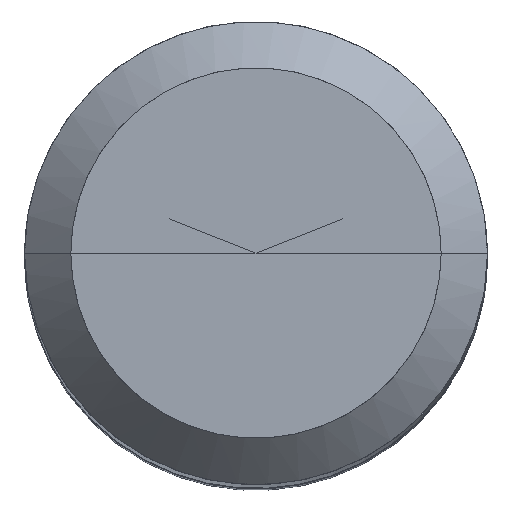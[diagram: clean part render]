
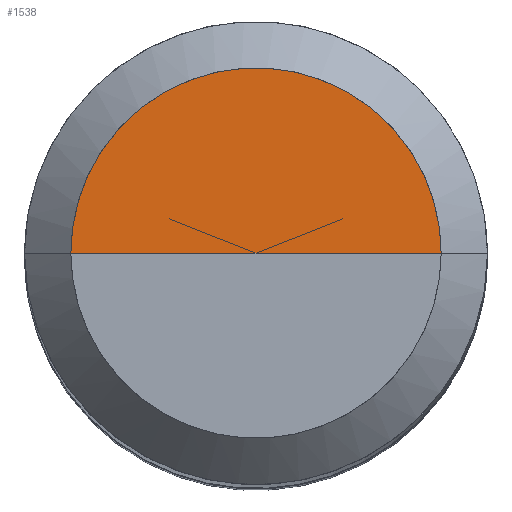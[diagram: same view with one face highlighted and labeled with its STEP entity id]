
A CAD part, top view. The second image highlights one B-rep face of the part: STEP entity #1538.
In plain terms, the highlighted free-form (B-spline) face has degree [1, 2] with [2, 5] control points.
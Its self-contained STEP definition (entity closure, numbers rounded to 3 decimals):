
#1207=CARTESIAN_POINT('',(4.0,0.0,42.0));
#1208=CARTESIAN_POINT('',(4.0,4.0,42.0));
#1209=CARTESIAN_POINT('',(0.0,4.0,42.0));
#1210=CARTESIAN_POINT('',(-4.0,4.0,42.0));
#1211=CARTESIAN_POINT('',(-4.0,0.0,42.0));
#1212=CARTESIAN_POINT('',(0.0,0.0,42.0));
#1523=(
BOUNDED_SURFACE()
B_SPLINE_SURFACE(1,2,(
(#1207,#1208,#1209,#1210,#1211),
(#1212,#1212,#1212,#1212,#1212)
), .UNSPECIFIED.,.F.,.F.,.F.)
B_SPLINE_SURFACE_WITH_KNOTS((2,2),(3,2,3),(
0.0,1.0),(
0.0,0.5,1.0), .UNSPECIFIED.)
GEOMETRIC_REPRESENTATION_ITEM()
RATIONAL_B_SPLINE_SURFACE(((1.0,0.707,1.0,0.707,1.0),
(1.0,0.707,1.0,0.707,1.0)
))
REPRESENTATION_ITEM('')
SURFACE()
);
#1524=(
BOUNDED_CURVE()
B_SPLINE_CURVE(2,(#1211,#1210,#1209,#1208,#1207),.UNSPECIFIED.,.F.,.F.)
B_SPLINE_CURVE_WITH_KNOTS((3,2,3),
(0.0,0.5,1.0),.UNSPECIFIED.)
CURVE()
GEOMETRIC_REPRESENTATION_ITEM()
RATIONAL_B_SPLINE_CURVE((1.0,0.707,1.0,0.707,1.0))
REPRESENTATION_ITEM('')
);
#1525=(
BOUNDED_CURVE()
B_SPLINE_CURVE(1,(#1207,#1212),.UNSPECIFIED.,.F.,.F.)
B_SPLINE_CURVE_WITH_KNOTS((2,2),
(0.0,1.0),.UNSPECIFIED.)
CURVE()
GEOMETRIC_REPRESENTATION_ITEM()
RATIONAL_B_SPLINE_CURVE((1.0,1.0))
REPRESENTATION_ITEM('')
);
#1526=(
BOUNDED_CURVE()
B_SPLINE_CURVE(1,(#1212,#1211),.UNSPECIFIED.,.F.,.F.)
B_SPLINE_CURVE_WITH_KNOTS((2,2),
(0.0,1.0),.UNSPECIFIED.)
CURVE()
GEOMETRIC_REPRESENTATION_ITEM()
RATIONAL_B_SPLINE_CURVE((1.0,1.0))
REPRESENTATION_ITEM('')
);
#1527=VERTEX_POINT('',#1207);
#1528=VERTEX_POINT('',#1211);
#1529=VERTEX_POINT('',#1212);
#1530=EDGE_CURVE('',#1528,#1527,#1524,.T.);
#1531=EDGE_CURVE('',#1527,#1529,#1525,.T.);
#1532=EDGE_CURVE('',#1529,#1528,#1526,.T.);
#1533=ORIENTED_EDGE('',*,*,#1530,.T.);
#1534=ORIENTED_EDGE('',*,*,#1531,.T.);
#1535=ORIENTED_EDGE('',*,*,#1532,.T.);
#1536=EDGE_LOOP('',(#1533,#1534,#1535));
#1537=FACE_OUTER_BOUND('',#1536,.T.);
#1538=ADVANCED_FACE('',(#1537),#1523,.T.);
